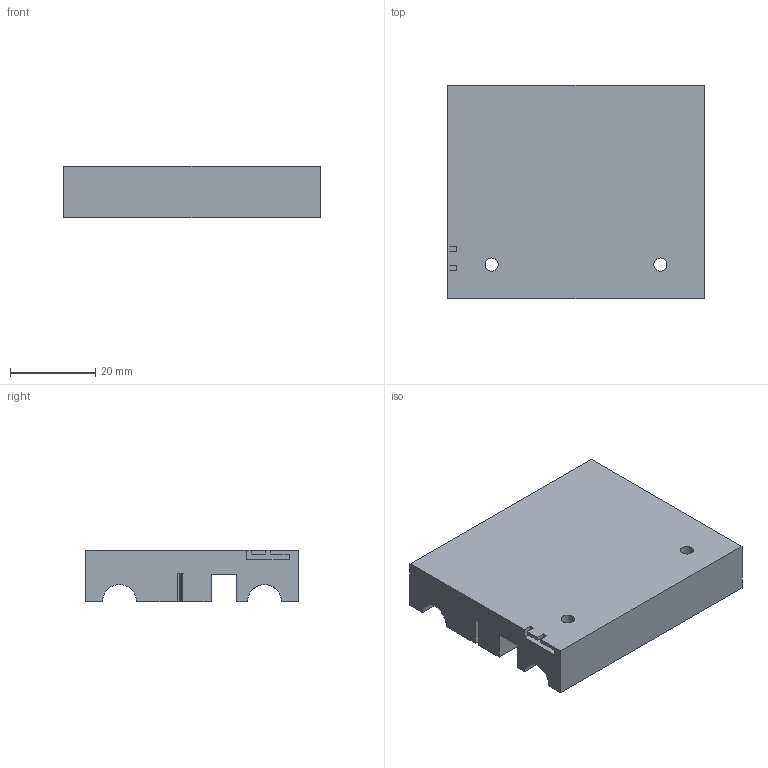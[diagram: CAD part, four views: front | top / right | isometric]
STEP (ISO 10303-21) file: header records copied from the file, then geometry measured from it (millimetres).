
FILE_DESCRIPTION (( 'STEP AP214' ), '1' );
FILE_NAME ('center bearing-mount.STEP', '2025-09-19T19:02:07', ( '' ), ( '' ), 'SwSTEP 2.0', 'SolidWorks 2025', '' );
FILE_SCHEMA (( 'AUTOMOTIVE_DESIGN' ));
Length unit declared in the file: inch
Products named in the file (1): center bearing-mount
Bounding box: 60 x 50 x 12 mm (x, y, z)
Volume: 28630.9 mm3; surface area: 11145.8 mm2
Topology: 1 solids, 1 shells, 179 faces, 513 edges, 342 vertices
Faces by surface type: cylinder 121, plane 58
Entity records: 6120 total; most frequent: CARTESIAN_POINT 1163, DIRECTION 1107, ORIENTED_EDGE 1026, EDGE_CURVE 513, AXIS2_PLACEMENT_3D 418, VERTEX_POINT 342, LINE 271, VECTOR 271
